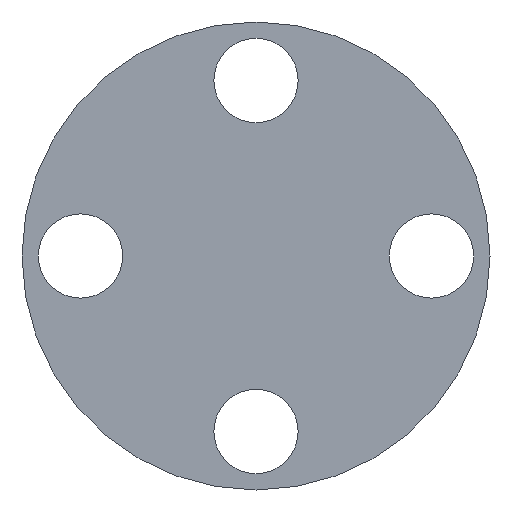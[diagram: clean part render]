
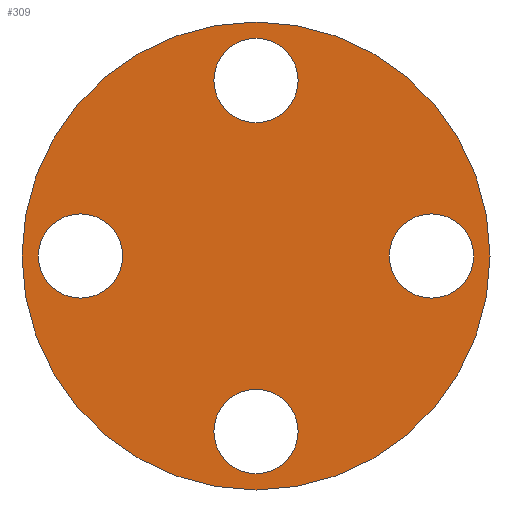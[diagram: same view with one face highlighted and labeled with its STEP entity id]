
A CAD part, front view. The second image highlights one B-rep face of the part: STEP entity #309.
In plain terms, the highlighted planar face has unit normal (0, -1, 0).
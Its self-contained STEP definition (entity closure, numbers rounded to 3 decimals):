
#21=FACE_BOUND('',#72,.T.);
#22=FACE_BOUND('',#73,.T.);
#23=FACE_BOUND('',#74,.T.);
#24=FACE_BOUND('',#75,.T.);
#28=PLANE('',#376);
#50=FACE_OUTER_BOUND('',#71,.T.);
#71=EDGE_LOOP('',(#285,#286));
#72=EDGE_LOOP('',(#287));
#73=EDGE_LOOP('',(#288));
#74=EDGE_LOOP('',(#289));
#75=EDGE_LOOP('',(#290));
#102=CIRCLE('',#336,1.8);
#107=CIRCLE('',#343,1.8);
#112=CIRCLE('',#350,1.8);
#117=CIRCLE('',#357,1.8);
#128=CIRCLE('',#373,10.);
#129=CIRCLE('',#374,10.);
#134=VERTEX_POINT('',#496);
#139=VERTEX_POINT('',#510);
#144=VERTEX_POINT('',#524);
#149=VERTEX_POINT('',#538);
#160=VERTEX_POINT('',#568);
#161=VERTEX_POINT('',#570);
#168=EDGE_CURVE('',#134,#134,#102,.T.);
#175=EDGE_CURVE('',#139,#139,#107,.T.);
#182=EDGE_CURVE('',#144,#144,#112,.T.);
#189=EDGE_CURVE('',#149,#149,#117,.T.);
#203=EDGE_CURVE('',#160,#161,#128,.T.);
#204=EDGE_CURVE('',#161,#160,#129,.T.);
#285=ORIENTED_EDGE('',*,*,#204,.F.);
#286=ORIENTED_EDGE('',*,*,#203,.F.);
#287=ORIENTED_EDGE('',*,*,#168,.T.);
#288=ORIENTED_EDGE('',*,*,#175,.T.);
#289=ORIENTED_EDGE('',*,*,#182,.T.);
#290=ORIENTED_EDGE('',*,*,#189,.T.);
#309=ADVANCED_FACE('',(#50,#21,#22,#23,#24),#28,.F.);
#336=AXIS2_PLACEMENT_3D('',#498,#393,#394);
#343=AXIS2_PLACEMENT_3D('',#512,#409,#410);
#350=AXIS2_PLACEMENT_3D('',#526,#425,#426);
#357=AXIS2_PLACEMENT_3D('',#540,#441,#442);
#373=AXIS2_PLACEMENT_3D('',#571,#476,#477);
#374=AXIS2_PLACEMENT_3D('',#572,#478,#479);
#376=AXIS2_PLACEMENT_3D('',#574,#482,#483);
#393=DIRECTION('center_axis',(0.,1.,0.));
#394=DIRECTION('ref_axis',(0.,0.,1.));
#409=DIRECTION('center_axis',(0.,1.,0.));
#410=DIRECTION('ref_axis',(-1.,0.,0.));
#425=DIRECTION('center_axis',(0.,1.,0.));
#426=DIRECTION('ref_axis',(0.,0.,-1.));
#441=DIRECTION('center_axis',(0.,1.,0.));
#442=DIRECTION('ref_axis',(1.,0.,0.));
#476=DIRECTION('center_axis',(0.,1.,0.));
#477=DIRECTION('ref_axis',(-1.,0.,0.));
#478=DIRECTION('center_axis',(0.,1.,0.));
#479=DIRECTION('ref_axis',(-1.,0.,0.));
#482=DIRECTION('center_axis',(0.,1.,0.));
#483=DIRECTION('ref_axis',(0.,0.,1.));
#496=CARTESIAN_POINT('',(-7.5,0.,-1.8));
#498=CARTESIAN_POINT('Origin',(-7.5,0.,0.));
#510=CARTESIAN_POINT('',(1.8,0.,-7.5));
#512=CARTESIAN_POINT('Origin',(0.,0.,-7.5));
#524=CARTESIAN_POINT('',(7.5,0.,1.8));
#526=CARTESIAN_POINT('Origin',(7.5,0.,0.));
#538=CARTESIAN_POINT('',(-1.8,0.,7.5));
#540=CARTESIAN_POINT('Origin',(0.,0.,7.5));
#568=CARTESIAN_POINT('',(10.,0.,0.));
#570=CARTESIAN_POINT('',(-10.,0.,0.));
#571=CARTESIAN_POINT('Origin',(0.,0.,0.));
#572=CARTESIAN_POINT('Origin',(0.,0.,0.));
#574=CARTESIAN_POINT('Origin',(0.,0.,0.));
